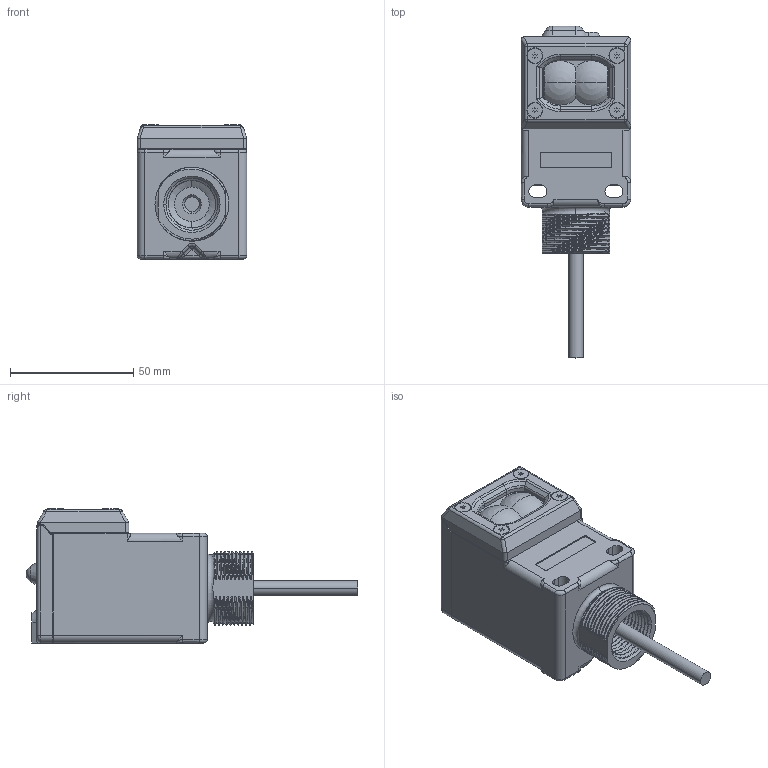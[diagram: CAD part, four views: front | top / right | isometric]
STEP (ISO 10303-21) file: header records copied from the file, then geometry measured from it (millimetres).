
FILE_DESCRIPTION((''),'2;1');
FILE_NAME('156696_SW','2012-01-24T',('banengservice'),('BANNER ENGINEERING'),'PRO/ENGINEER BY PARAMETRIC TECHNOLOGY CORPORATION, 2009141','PRO/ENGINEER BY PARAMETRIC TECHNOLOGY CORPORATION, 2009141','');
FILE_SCHEMA(('CONFIG_CONTROL_DESIGN'));
Length unit declared in the file: inch
Products named in the file (1): 156696_SW
Bounding box: 44.53 x 134.61 x 54.35 mm (x, y, z)
Volume: 70964.2 mm3; surface area: 45549.3 mm2
Topology: 2 solids, 2 shells, 994 faces, 2553 edges, 1574 vertices
Faces by surface type: plane 377, cylinder 328, bspline 134, torus 60, cone 48, sphere 47
Entity records: 45764 total; most frequent: CARTESIAN_POINT 22564, ORIENTED_EDGE 5070, DIRECTION 4487, EDGE_CURVE 2535, VERTEX_POINT 1574, AXIS2_PLACEMENT_3D 1548, VECTOR 1391, LINE 1391
